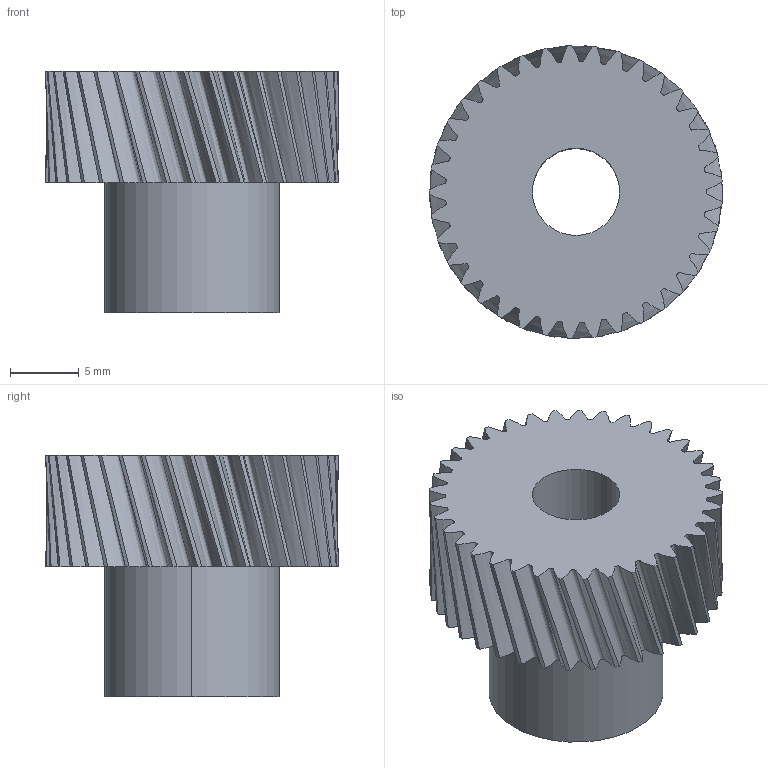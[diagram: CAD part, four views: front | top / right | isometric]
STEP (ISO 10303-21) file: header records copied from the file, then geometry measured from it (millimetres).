
FILE_DESCRIPTION (( 'STEP AP214' ), '1' );
FILE_NAME ('Gear00283.STEP', '2017-09-01T08:19:52', ( '13' ), ( '' ), 'SwSTEP 2.0', 'SolidWorks 2012', '' );
FILE_SCHEMA (( 'AUTOMOTIVE_DESIGN' ));
Length unit declared in the file: millimetre
Products named in the file (1): Gear00283
Bounding box: 21.35 x 21.34 x 17.6 mm (x, y, z)
Volume: 3241.8 mm3; surface area: 2282.3 mm2
Topology: 1 solids, 1 shells, 82 faces, 237 edges, 158 vertices
Faces by surface type: cylinder 42, bspline 37, plane 3
Entity records: 174106 total; most frequent: CARTESIAN_POINT 172384, ORIENTED_EDGE 474, DIRECTION 261, EDGE_CURVE 237, VERTEX_POINT 158, AXIS2_PLACEMENT_3D 128, EDGE_LOOP 85, CIRCLE 82
